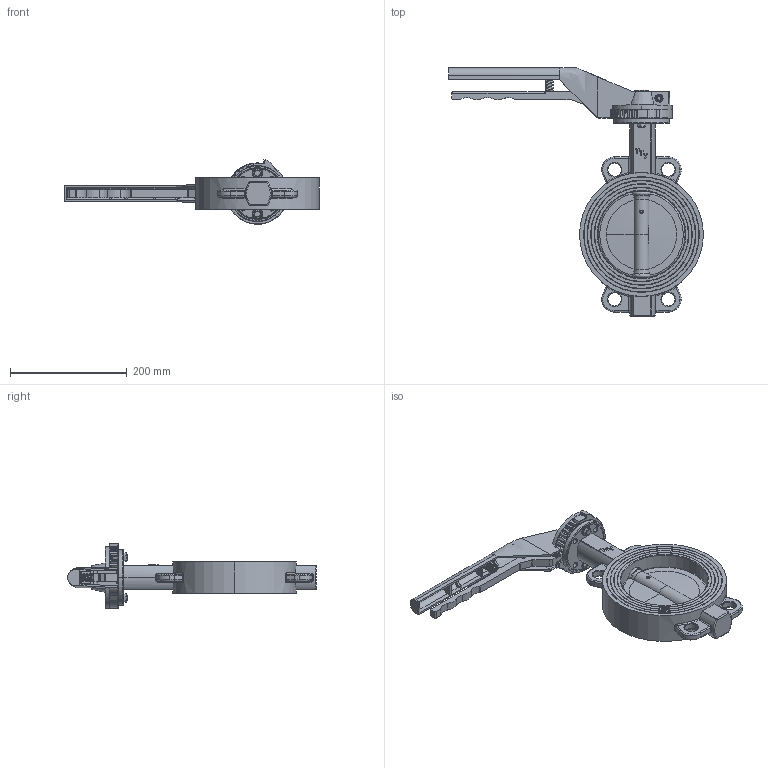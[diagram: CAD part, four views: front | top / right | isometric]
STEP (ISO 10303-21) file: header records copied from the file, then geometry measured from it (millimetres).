
FILE_DESCRIPTION (( 'STEP AP203' ), '1' );
FILE_NAME ('WM150MP.STEP', '2022-10-20T08:54:32', ( '' ), ( '' ), 'SwSTEP 2.0', 'SolidWorks 2022', '' );
FILE_SCHEMA (( 'CONFIG_CONTROL_DESIGN' ));
Length unit declared in the file: millimetre
Products named in the file (19): MP DN200___; MM150_Predeterminar; GATILLO MP DN125-200___; TORN_EXAG_DIN_933 M8 LONG25_M8; EMPAQ150_Predeterminada; MP125200 SIN BRIDA; MUELLEMP330_Predeterminar; EJEMET150CDO_Predeterminar; PASADORMET150; CWM150Z; CM30MET; TAPON MEDIANO; BRIDA105_Predeterminada; TM8933 M8_Predeterminar; CASQMET150; WM150MP; M8933 M8_Predeterminar; ARM6933_Predeterminar; CHAPAMP125200
Assembly tree (27 placements, depth 3):
  WM150MP
    CWM150Z
    MM150_Predeterminar
    EJEMET150CDO_Predeterminar
    EMPAQ150_Predeterminada  x7
    CASQMET150  x2
    CM30MET
    BRIDA105_Predeterminada
    TORN_EXAG_DIN_933 M8 LONG25_M8  x2
    ARM6933_Predeterminar  x2
    PASADORMET150
    MP125200 SIN BRIDA
      MP DN200___
      GATILLO MP DN125-200___
      M8933 M8_Predeterminar
      TM8933 M8_Predeterminar
      MUELLEMP330_Predeterminar
      TAPON MEDIANO
      CHAPAMP125200
Bounding box: 436 x 425.5 x 110.47 mm (x, y, z)
Volume: 1772334.1 mm3; surface area: 386165.3 mm2
Topology: 26 solids, 26 shells, 2341 faces, 5673 edges, 3395 vertices
Faces by surface type: cylinder 750, plane 742, torus 480, bspline 162, cone 111, sphere 96
Entity records: 87751 total; most frequent: CARTESIAN_POINT 34672, DIRECTION 10844, ORIENTED_EDGE 10694, EDGE_CURVE 5347, AXIS2_PLACEMENT_3D 4289, VERTEX_POINT 3223, EDGE_LOOP 2326, VECTOR 2266
